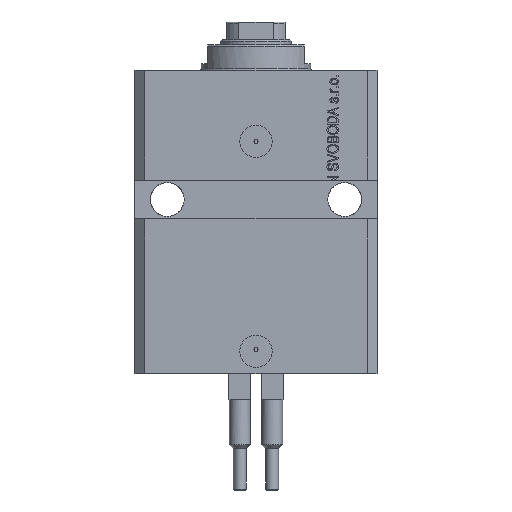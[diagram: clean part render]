
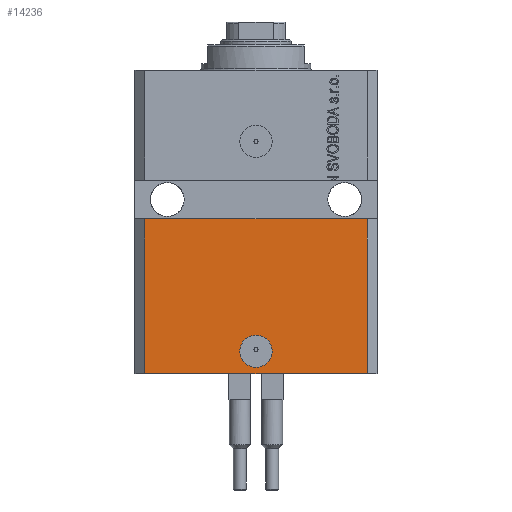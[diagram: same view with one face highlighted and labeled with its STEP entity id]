
A CAD part, front view. The second image highlights one B-rep face of the part: STEP entity #14236.
In plain terms, the highlighted planar face has unit normal (0, -1, 0).
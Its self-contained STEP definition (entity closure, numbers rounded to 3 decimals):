
#2270 = VERTEX_POINT ( 'NONE', #43792 ) ;
#3385 = FACE_OUTER_BOUND ( 'NONE', #41586, .T. ) ;
#3640 = ORIENTED_EDGE ( 'NONE', *, *, #24000, .T. ) ;
#7822 = DIRECTION ( 'NONE',  ( 1., 0., 0. ) ) ;
#8744 = CARTESIAN_POINT ( 'NONE',  ( -34.5, -27.5, -94. ) ) ;
#9032 = CARTESIAN_POINT ( 'NONE',  ( 34.5, -27.5, -94. ) ) ;
#9033 = VERTEX_POINT ( 'NONE', #14454 ) ;
#10311 = ORIENTED_EDGE ( 'NONE', *, *, #41273, .T. ) ;
#12586 = DIRECTION ( 'NONE',  ( 0., -1., 0. ) ) ;
#12826 = VERTEX_POINT ( 'NONE', #33743 ) ;
#13915 = EDGE_CURVE ( 'NONE', #12826, #9033, #30195, .T. ) ;
#13934 = ORIENTED_EDGE ( 'NONE', *, *, #21623, .F. ) ;
#14236 = ADVANCED_FACE ( 'NONE', ( #36777, #3385 ), #33138, .T. ) ;
#14247 = ORIENTED_EDGE ( 'NONE', *, *, #19665, .F. ) ;
#14454 = CARTESIAN_POINT ( 'NONE',  ( -5., -27.5, -87. ) ) ;
#14512 = DIRECTION ( 'NONE',  ( 1., 0., 0. ) ) ;
#15701 = VECTOR ( 'NONE', #35152, 1000. ) ;
#16119 = DIRECTION ( 'NONE',  ( 1., 0., 0. ) ) ;
#19035 = CARTESIAN_POINT ( 'NONE',  ( 0., -27.5, -87. ) ) ;
#19665 = EDGE_CURVE ( 'NONE', #24509, #28966, #44485, .T. ) ;
#21598 = AXIS2_PLACEMENT_3D ( 'NONE', #19035, #48026, #7822 ) ;
#21623 = EDGE_CURVE ( 'NONE', #9033, #12826, #40408, .T. ) ;
#21829 = CARTESIAN_POINT ( 'NONE',  ( -37.5, -27.5, -46. ) ) ;
#22254 = CARTESIAN_POINT ( 'NONE',  ( 34.5, -27.5, -46. ) ) ;
#23108 = CARTESIAN_POINT ( 'NONE',  ( -34.5, -27.5, -94. ) ) ;
#24000 = EDGE_CURVE ( 'NONE', #31469, #28966, #24167, .T. ) ;
#24167 = LINE ( 'NONE', #9032, #15701 ) ;
#24509 = VERTEX_POINT ( 'NONE', #47826 ) ;
#26196 = CARTESIAN_POINT ( 'NONE',  ( 34.5, -27.5, -94. ) ) ;
#27016 = DIRECTION ( 'NONE',  ( 0., 0., -1. ) ) ;
#27110 = CARTESIAN_POINT ( 'NONE',  ( -34.5, -27.5, -94. ) ) ;
#27471 = DIRECTION ( 'NONE',  ( 1., 0., 0. ) ) ;
#27774 = EDGE_LOOP ( 'NONE', ( #33920, #13934 ) ) ;
#28966 = VERTEX_POINT ( 'NONE', #22254 ) ;
#30195 = CIRCLE ( 'NONE', #21598, 5. ) ;
#30510 = EDGE_CURVE ( 'NONE', #2270, #24509, #38255, .T. ) ;
#31469 = VERTEX_POINT ( 'NONE', #26196 ) ;
#31489 = VECTOR ( 'NONE', #41913, 1000. ) ;
#32402 = AXIS2_PLACEMENT_3D ( 'NONE', #23108, #41621, #27016 ) ;
#32490 = VECTOR ( 'NONE', #16119, 1000. ) ;
#33138 = PLANE ( 'NONE',  #32402 ) ;
#33743 = CARTESIAN_POINT ( 'NONE',  ( 5., -27.5, -87. ) ) ;
#33782 = ORIENTED_EDGE ( 'NONE', *, *, #30510, .F. ) ;
#33920 = ORIENTED_EDGE ( 'NONE', *, *, #13915, .F. ) ;
#35152 = DIRECTION ( 'NONE',  ( 0., 0., 1. ) ) ;
#36777 = FACE_BOUND ( 'NONE', #27774, .T. ) ;
#38255 = LINE ( 'NONE', #8744, #31489 ) ;
#39628 = AXIS2_PLACEMENT_3D ( 'NONE', #45968, #12586, #27471 ) ;
#40408 = CIRCLE ( 'NONE', #39628, 5. ) ;
#41126 = VECTOR ( 'NONE', #14512, 1000. ) ;
#41273 = EDGE_CURVE ( 'NONE', #2270, #31469, #41474, .T. ) ;
#41474 = LINE ( 'NONE', #27110, #32490 ) ;
#41586 = EDGE_LOOP ( 'NONE', ( #14247, #33782, #10311, #3640 ) ) ;
#41621 = DIRECTION ( 'NONE',  ( 0., -1., 0. ) ) ;
#41913 = DIRECTION ( 'NONE',  ( 0., 0., 1. ) ) ;
#43792 = CARTESIAN_POINT ( 'NONE',  ( -34.5, -27.5, -94. ) ) ;
#44485 = LINE ( 'NONE', #21829, #41126 ) ;
#45968 = CARTESIAN_POINT ( 'NONE',  ( 0., -27.5, -87. ) ) ;
#47826 = CARTESIAN_POINT ( 'NONE',  ( -34.5, -27.5, -46. ) ) ;
#48026 = DIRECTION ( 'NONE',  ( 0., -1., 0. ) ) ;
